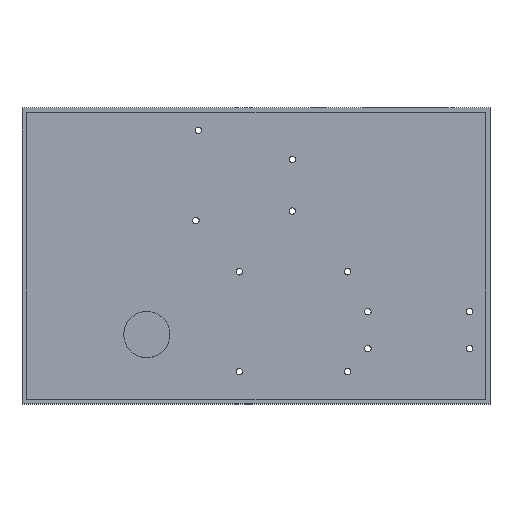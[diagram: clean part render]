
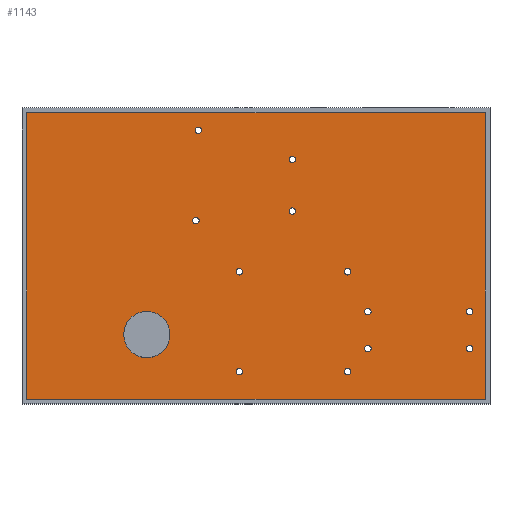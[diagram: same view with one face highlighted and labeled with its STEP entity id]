
A CAD part, top view. The second image highlights one B-rep face of the part: STEP entity #1143.
In plain terms, the highlighted planar face has unit normal (0, 0, 1).
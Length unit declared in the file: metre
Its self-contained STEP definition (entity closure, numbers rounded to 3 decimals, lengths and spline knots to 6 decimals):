
#45=CIRCLE('',#1232,0.00175);
#46=CIRCLE('',#1233,0.00175);
#47=CIRCLE('',#1234,0.00175);
#48=CIRCLE('',#1235,0.00175);
#49=CIRCLE('',#1236,0.00175);
#50=CIRCLE('',#1237,0.00175);
#51=CIRCLE('',#1238,0.00175);
#52=CIRCLE('',#1239,0.00175);
#53=CIRCLE('',#1240,0.00175);
#54=CIRCLE('',#1241,0.00175);
#55=CIRCLE('',#1242,0.00175);
#56=CIRCLE('',#1243,0.00175);
#57=CIRCLE('',#1244,0.0125);
#109=ORIENTED_EDGE('',*,*,#381,.F.);
#110=ORIENTED_EDGE('',*,*,#382,.F.);
#111=ORIENTED_EDGE('',*,*,#383,.T.);
#112=ORIENTED_EDGE('',*,*,#384,.T.);
#113=ORIENTED_EDGE('',*,*,#385,.F.);
#114=ORIENTED_EDGE('',*,*,#386,.F.);
#115=ORIENTED_EDGE('',*,*,#387,.F.);
#116=ORIENTED_EDGE('',*,*,#388,.F.);
#117=ORIENTED_EDGE('',*,*,#389,.F.);
#118=ORIENTED_EDGE('',*,*,#390,.F.);
#119=ORIENTED_EDGE('',*,*,#391,.F.);
#120=ORIENTED_EDGE('',*,*,#392,.F.);
#121=ORIENTED_EDGE('',*,*,#393,.F.);
#122=ORIENTED_EDGE('',*,*,#394,.F.);
#123=ORIENTED_EDGE('',*,*,#395,.F.);
#124=ORIENTED_EDGE('',*,*,#396,.F.);
#125=ORIENTED_EDGE('',*,*,#397,.F.);
#381=EDGE_CURVE('',#517,#518,#629,.T.);
#382=EDGE_CURVE('',#519,#517,#630,.T.);
#383=EDGE_CURVE('',#519,#520,#631,.T.);
#384=EDGE_CURVE('',#520,#518,#632,.T.);
#385=EDGE_CURVE('',#521,#521,#45,.T.);
#386=EDGE_CURVE('',#522,#522,#46,.T.);
#387=EDGE_CURVE('',#523,#523,#47,.T.);
#388=EDGE_CURVE('',#524,#524,#48,.T.);
#389=EDGE_CURVE('',#525,#525,#49,.T.);
#390=EDGE_CURVE('',#526,#526,#50,.T.);
#391=EDGE_CURVE('',#527,#527,#51,.T.);
#392=EDGE_CURVE('',#528,#528,#52,.T.);
#393=EDGE_CURVE('',#529,#529,#53,.T.);
#394=EDGE_CURVE('',#530,#530,#54,.T.);
#395=EDGE_CURVE('',#531,#531,#55,.T.);
#396=EDGE_CURVE('',#532,#532,#56,.T.);
#397=EDGE_CURVE('',#533,#533,#57,.F.);
#517=VERTEX_POINT('',#1722);
#518=VERTEX_POINT('',#1723);
#519=VERTEX_POINT('',#1725);
#520=VERTEX_POINT('',#1727);
#521=VERTEX_POINT('',#1730);
#522=VERTEX_POINT('',#1732);
#523=VERTEX_POINT('',#1734);
#524=VERTEX_POINT('',#1736);
#525=VERTEX_POINT('',#1738);
#526=VERTEX_POINT('',#1740);
#527=VERTEX_POINT('',#1742);
#528=VERTEX_POINT('',#1744);
#529=VERTEX_POINT('',#1746);
#530=VERTEX_POINT('',#1748);
#531=VERTEX_POINT('',#1750);
#532=VERTEX_POINT('',#1752);
#533=VERTEX_POINT('',#1754);
#629=LINE('',#1721,#701);
#630=LINE('',#1724,#702);
#631=LINE('',#1726,#703);
#632=LINE('',#1728,#704);
#701=VECTOR('',#1373,1.);
#702=VECTOR('',#1374,1.);
#703=VECTOR('',#1375,1.);
#704=VECTOR('',#1376,1.);
#773=EDGE_LOOP('',(#109,#110,#111,#112));
#774=EDGE_LOOP('',(#113));
#775=EDGE_LOOP('',(#114));
#776=EDGE_LOOP('',(#115));
#777=EDGE_LOOP('',(#116));
#778=EDGE_LOOP('',(#117));
#779=EDGE_LOOP('',(#118));
#780=EDGE_LOOP('',(#119));
#781=EDGE_LOOP('',(#120));
#782=EDGE_LOOP('',(#121));
#783=EDGE_LOOP('',(#122));
#784=EDGE_LOOP('',(#123));
#785=EDGE_LOOP('',(#124));
#786=EDGE_LOOP('',(#125));
#937=FACE_BOUND('',#773,.T.);
#938=FACE_BOUND('',#774,.T.);
#939=FACE_BOUND('',#775,.T.);
#940=FACE_BOUND('',#776,.T.);
#941=FACE_BOUND('',#777,.T.);
#942=FACE_BOUND('',#778,.T.);
#943=FACE_BOUND('',#779,.T.);
#944=FACE_BOUND('',#780,.T.);
#945=FACE_BOUND('',#781,.T.);
#946=FACE_BOUND('',#782,.T.);
#947=FACE_BOUND('',#783,.T.);
#948=FACE_BOUND('',#784,.T.);
#949=FACE_BOUND('',#785,.T.);
#950=FACE_BOUND('',#786,.T.);
#1101=PLANE('',#1231);
#1143=ADVANCED_FACE('',(#937,#938,#939,#940,#941,#942,#943,#944,#945,#946,
#947,#948,#949,#950),#1101,.F.);
#1231=AXIS2_PLACEMENT_3D('',#1720,#1371,#1372);
#1232=AXIS2_PLACEMENT_3D('',#1729,#1377,#1378);
#1233=AXIS2_PLACEMENT_3D('',#1731,#1379,#1380);
#1234=AXIS2_PLACEMENT_3D('',#1733,#1381,#1382);
#1235=AXIS2_PLACEMENT_3D('',#1735,#1383,#1384);
#1236=AXIS2_PLACEMENT_3D('',#1737,#1385,#1386);
#1237=AXIS2_PLACEMENT_3D('',#1739,#1387,#1388);
#1238=AXIS2_PLACEMENT_3D('',#1741,#1389,#1390);
#1239=AXIS2_PLACEMENT_3D('',#1743,#1391,#1392);
#1240=AXIS2_PLACEMENT_3D('',#1745,#1393,#1394);
#1241=AXIS2_PLACEMENT_3D('',#1747,#1395,#1396);
#1242=AXIS2_PLACEMENT_3D('',#1749,#1397,#1398);
#1243=AXIS2_PLACEMENT_3D('',#1751,#1399,#1400);
#1244=AXIS2_PLACEMENT_3D('',#1753,#1401,#1402);
#1371=DIRECTION('',(0.,0.,-1.));
#1372=DIRECTION('',(1.,0.,0.));
#1373=DIRECTION('',(-1.,0.,0.));
#1374=DIRECTION('',(0.,-1.,0.));
#1375=DIRECTION('',(-1.,0.,0.));
#1376=DIRECTION('',(0.,-1.,0.));
#1377=DIRECTION('',(0.,0.,1.));
#1378=DIRECTION('',(-1.,0.,0.));
#1379=DIRECTION('',(0.,0.,1.));
#1380=DIRECTION('',(-1.,0.,0.));
#1381=DIRECTION('',(0.,0.,1.));
#1382=DIRECTION('',(-1.,0.,0.));
#1383=DIRECTION('',(0.,0.,1.));
#1384=DIRECTION('',(-1.,0.,0.));
#1385=DIRECTION('',(0.,0.,1.));
#1386=DIRECTION('',(-1.,0.,0.));
#1387=DIRECTION('',(0.,0.,1.));
#1388=DIRECTION('',(-1.,0.,0.));
#1389=DIRECTION('',(0.,0.,1.));
#1390=DIRECTION('',(-1.,0.,0.));
#1391=DIRECTION('',(0.,0.,1.));
#1392=DIRECTION('',(-1.,0.,0.));
#1393=DIRECTION('',(0.,0.,1.));
#1394=DIRECTION('',(-1.,0.,0.));
#1395=DIRECTION('',(0.,0.,1.));
#1396=DIRECTION('',(-1.,0.,0.));
#1397=DIRECTION('',(0.,0.,1.));
#1398=DIRECTION('',(-1.,0.,0.));
#1399=DIRECTION('',(0.,0.,1.));
#1400=DIRECTION('',(-1.,0.,0.));
#1401=DIRECTION('',(0.,0.,-1.));
#1402=DIRECTION('',(-1.,0.,0.));
#1720=CARTESIAN_POINT('',(0.,0.,0.004));
#1721=CARTESIAN_POINT('',(0.,-0.0775,0.004));
#1722=CARTESIAN_POINT('',(0.1255,-0.0775,0.004));
#1723=CARTESIAN_POINT('',(-0.1225,-0.0775,0.004));
#1724=CARTESIAN_POINT('',(0.1255,0.08,0.004));
#1725=CARTESIAN_POINT('',(0.1255,0.0775,0.004));
#1726=CARTESIAN_POINT('',(0.,0.0775,0.004));
#1727=CARTESIAN_POINT('',(-0.1225,0.0775,0.004));
#1728=CARTESIAN_POINT('',(-0.1225,0.,0.004));
#1729=CARTESIAN_POINT('',(-0.031,0.0192,0.004));
#1730=CARTESIAN_POINT('',(-0.03275,0.0192,0.004));
#1731=CARTESIAN_POINT('',(0.117,-0.03,0.004));
#1732=CARTESIAN_POINT('',(0.11525,-0.03,0.004));
#1733=CARTESIAN_POINT('',(0.117,-0.05,0.004));
#1734=CARTESIAN_POINT('',(0.11525,-0.05,0.004));
#1735=CARTESIAN_POINT('',(-0.0075,-0.0625,0.004));
#1736=CARTESIAN_POINT('',(-0.00925,-0.0625,0.004));
#1737=CARTESIAN_POINT('',(0.051,-0.0625,0.004));
#1738=CARTESIAN_POINT('',(0.04925,-0.0625,0.004));
#1739=CARTESIAN_POINT('',(0.062,-0.05,0.004));
#1740=CARTESIAN_POINT('',(0.06025,-0.05,0.004));
#1741=CARTESIAN_POINT('',(0.062,-0.03,0.004));
#1742=CARTESIAN_POINT('',(0.06025,-0.03,0.004));
#1743=CARTESIAN_POINT('',(0.051,-0.0085,0.004));
#1744=CARTESIAN_POINT('',(0.04925,-0.0085,0.004));
#1745=CARTESIAN_POINT('',(-0.0297,0.068,0.004));
#1746=CARTESIAN_POINT('',(-0.03145,0.068,0.004));
#1747=CARTESIAN_POINT('',(0.0211,0.0243,0.004));
#1748=CARTESIAN_POINT('',(0.01935,0.0243,0.004));
#1749=CARTESIAN_POINT('',(0.0211,0.0522,0.004));
#1750=CARTESIAN_POINT('',(0.01935,0.0522,0.004));
#1751=CARTESIAN_POINT('',(-0.0075,-0.0085,0.004));
#1752=CARTESIAN_POINT('',(-0.00925,-0.0085,0.004));
#1753=CARTESIAN_POINT('',(-0.0575,-0.0425,0.004));
#1754=CARTESIAN_POINT('',(-0.07,-0.0425,0.004));
